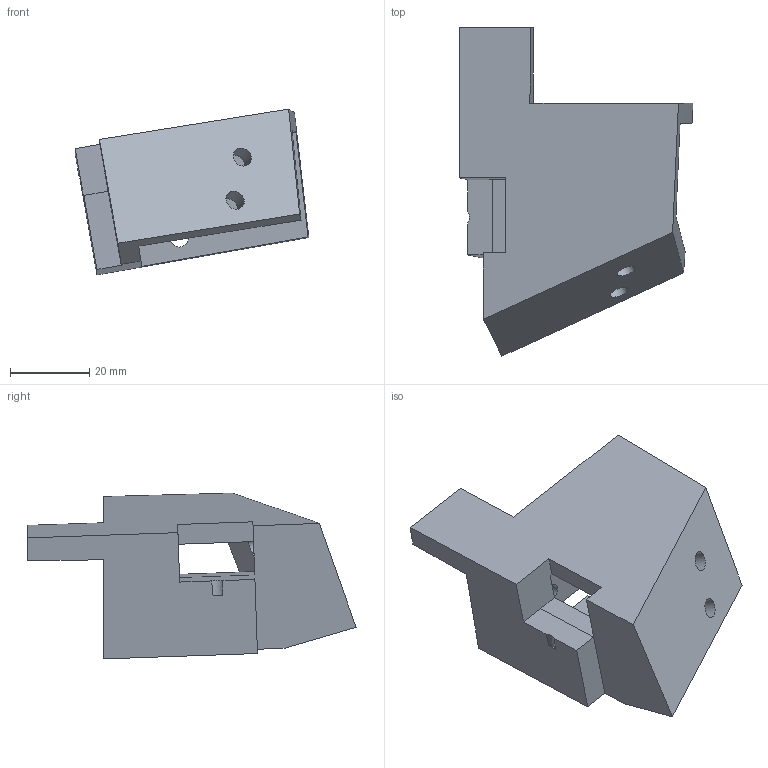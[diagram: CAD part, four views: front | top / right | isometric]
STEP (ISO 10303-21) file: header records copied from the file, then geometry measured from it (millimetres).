
FILE_DESCRIPTION(/* description */ (''),/* implementation_level */ '2;1');
FILE_NAME(/* name */ 'A-B Left Outboard Spacer v2.step',/* time_stamp */ '2021-05-02T14:03:47+10:00',/* author */ (''),/* organization */ (''),/* preprocessor_version */ 'ST-DEVELOPER v18.1',/* originating_system */ 'Autodesk Translation Framework v10.6.0.1341',/* authorisation */ '');
FILE_SCHEMA (('AUTOMOTIVE_DESIGN { 1 0 10303 214 3 1 1 }'));
Length unit declared in the file: millimetre
Products named in the file (1): A-B Left Outboard Spacer
Bounding box: 59.13 x 83.05 x 41.96 mm (x, y, z)
Volume: 39578.8 mm3; surface area: 15768.2 mm2
Topology: 1 solids, 1 shells, 34 faces, 101 edges, 67 vertices
Faces by surface type: plane 27, cylinder 4, bspline 2, cone 1
Full cylindrical faces by diameter (mm): 4.572 x2, 4.915 x2
Entity records: 1244 total; most frequent: CARTESIAN_POINT 290, ORIENTED_EDGE 202, DIRECTION 164, EDGE_CURVE 101, LINE 78, VECTOR 78, VERTEX_POINT 67, EDGE_LOOP 44
